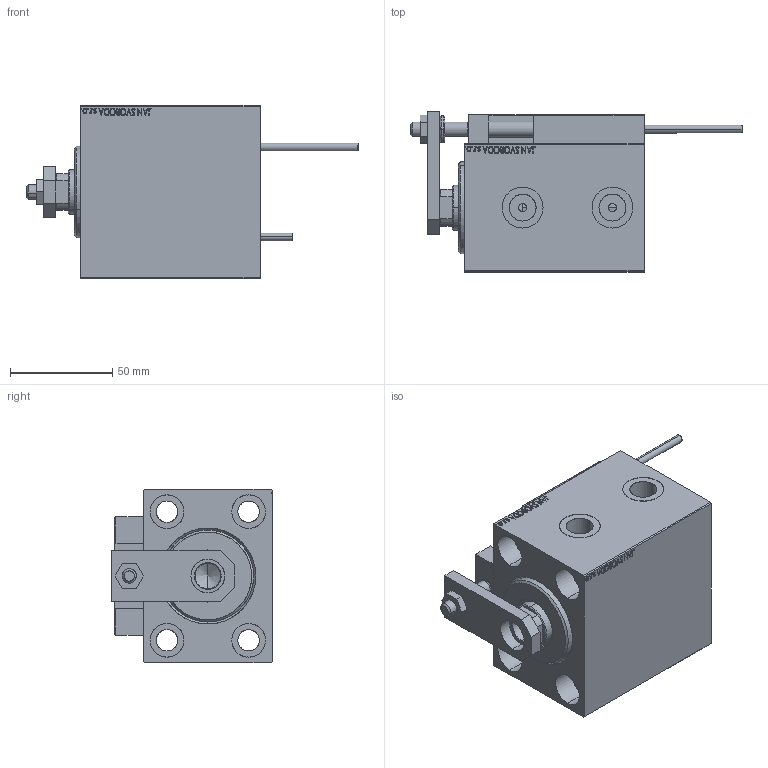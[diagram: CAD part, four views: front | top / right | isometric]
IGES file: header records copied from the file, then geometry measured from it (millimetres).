
Start section: SolidWorks IGES file using analytic representation for surfaces
Global section: file name: 4698.IGS; native system: SolidWorks 2019; preprocessor: SolidWorks 2019; author: Model3D; date: 220417.101729; units: millimetre
Bounding box: 162.7 x 78.5 x 85 mm (x, y, z)
Surface area: 105614.9 mm2 (no closed solid volume)
Topology: 0 solids, 0 shells, 1299 faces, 17802 edges, 17796 vertices
Faces by surface type: bspline 989, revolution 310
